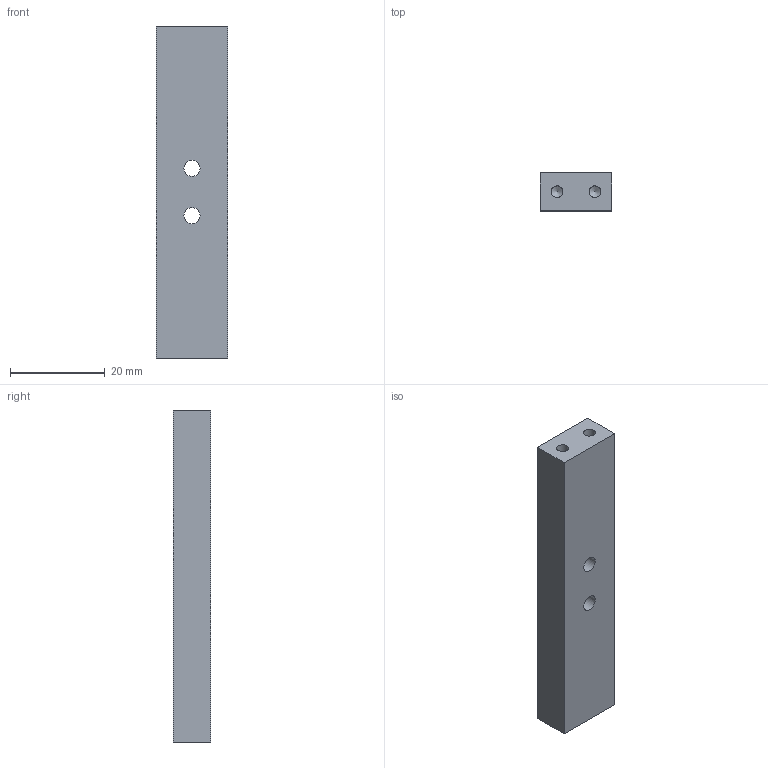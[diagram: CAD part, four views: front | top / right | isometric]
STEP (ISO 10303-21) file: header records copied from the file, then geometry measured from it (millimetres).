
FILE_DESCRIPTION(/* description */ (''),/* implementation_level */ '2;1');
FILE_NAME(/* name */ 'GSE-1201-046-001-A (support fixation).stp',/* time_stamp */ '2019-11-25T11:54:15+01:00',/* author */ ('louis.petitjean'),/* organization */ ('EXOTRAIL'),/* preprocessor_version */ 'ST-DEVELOPER v18',/* originating_system */ 'Autodesk Inventor 2020',/* authorisation */ '');
FILE_SCHEMA (('AUTOMOTIVE_DESIGN { 1 0 10303 214 3 1 1 }'));
Length unit declared in the file: millimetre
Products named in the file (1): GSE-1201-046-001-A
Bounding box: 15 x 8 x 70 mm (x, y, z)
Volume: 7856.4 mm3; surface area: 3957.6 mm2
Topology: 1 solids, 1 shells, 20 faces, 56 edges, 40 vertices
Faces by surface type: cylinder 8, plane 8, cone 4
Full cylindrical faces by diameter (mm): 2.459 x4, 3.4 x2, 6.9 x2
Entity records: 701 total; most frequent: DIRECTION 122, CARTESIAN_POINT 113, ORIENTED_EDGE 104, EDGE_CURVE 52, AXIS2_PLACEMENT_3D 49, VERTEX_POINT 40, EDGE_LOOP 30, CIRCLE 28
